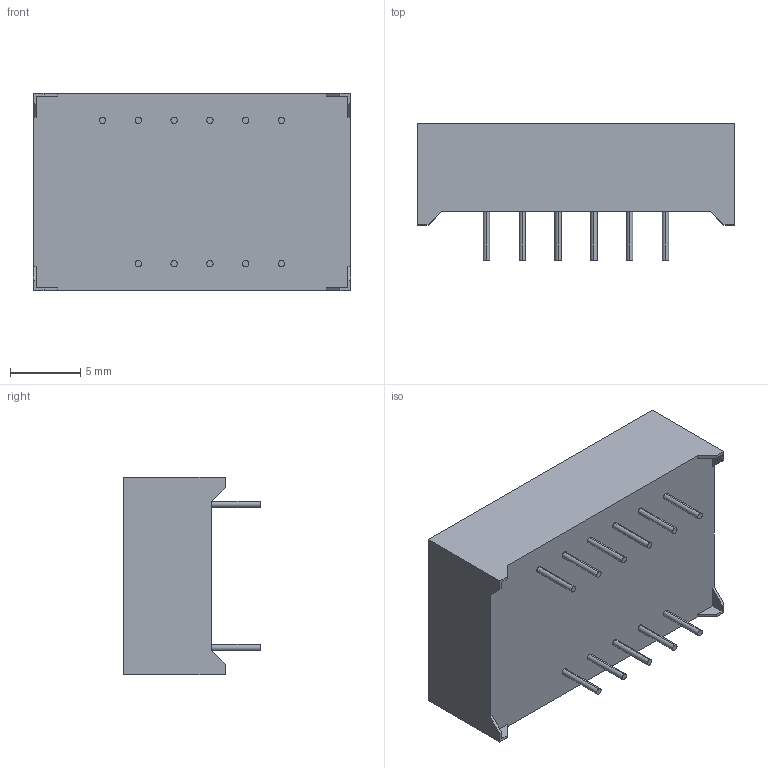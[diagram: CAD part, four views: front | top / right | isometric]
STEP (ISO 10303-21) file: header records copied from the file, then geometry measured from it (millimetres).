
FILE_DESCRIPTION (( 'STEP AP214' ), '1' );
FILE_NAME ('TOT-3361.STEP', '2022-08-06T17:25:04', ( '' ), ( '' ), 'SwSTEP 2.0', 'SolidWorks 2022', '' );
FILE_SCHEMA (( 'AUTOMOTIVE_DESIGN' ));
Length unit declared in the file: millimetre
Products named in the file (1): TOT-3361
Bounding box: 22.5 x 9.7 x 14 mm (x, y, z)
Volume: 1973.3 mm3; surface area: 1161.1 mm2
Topology: 12 solids, 12 shells, 331 faces, 819 edges, 546 vertices
Faces by surface type: plane 226, bspline 53, cylinder 52
Entity records: 12963 total; most frequent: CARTESIAN_POINT 4838, ORIENTED_EDGE 1638, DIRECTION 1375, EDGE_CURVE 819, LINE 609, VECTOR 609, VERTEX_POINT 546, AXIS2_PLACEMENT_3D 383
